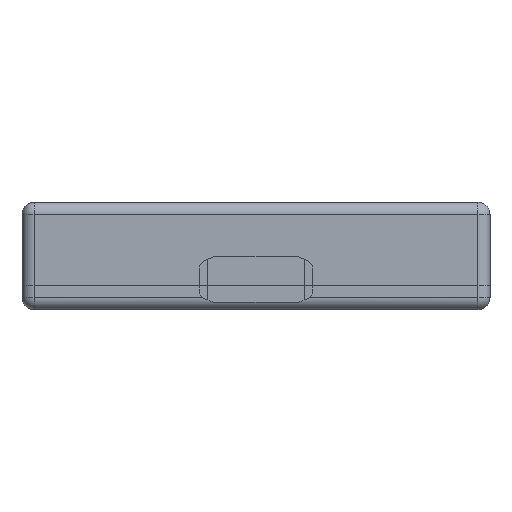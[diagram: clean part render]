
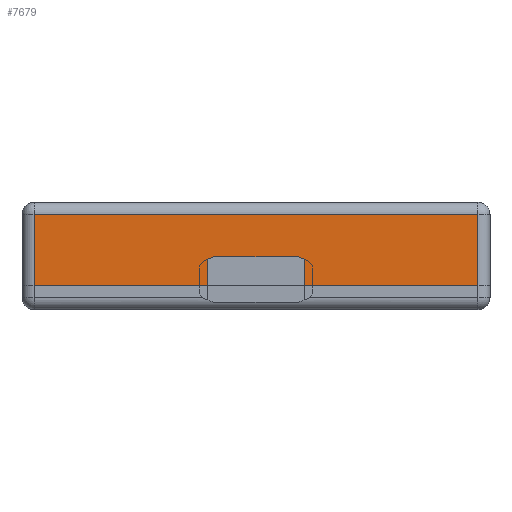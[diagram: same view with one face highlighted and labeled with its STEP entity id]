
A CAD part, front view. The second image highlights one B-rep face of the part: STEP entity #7679.
In plain terms, the highlighted planar face has unit normal (0, -1, 0).
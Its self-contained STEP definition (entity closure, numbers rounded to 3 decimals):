
#175=PLANE('',#8122);
#437=FACE_OUTER_BOUND('',#850,.T.);
#850=EDGE_LOOP('',(#5428,#5429,#5430,#5431,#5432,#5433,#5434,#5435,#5436,
#5437));
#1670=LINE('',#11119,#2514);
#1716=LINE('',#11220,#2560);
#1737=LINE('',#11270,#2581);
#1744=LINE('',#11287,#2588);
#1748=LINE('',#11295,#2592);
#1754=LINE('',#11306,#2598);
#1756=LINE('',#11309,#2600);
#1757=LINE('',#11312,#2601);
#1758=LINE('',#11314,#2602);
#1759=LINE('',#11315,#2603);
#2514=VECTOR('',#8838,10.);
#2560=VECTOR('',#8920,10.);
#2581=VECTOR('',#8953,10.);
#2588=VECTOR('',#8970,10.);
#2592=VECTOR('',#8980,10.);
#2598=VECTOR('',#8990,10.);
#2600=VECTOR('',#8994,10.);
#2601=VECTOR('',#8997,10.);
#2602=VECTOR('',#8998,10.);
#2603=VECTOR('',#8999,10.);
#3362=VERTEX_POINT('',#11116);
#3363=VERTEX_POINT('',#11118);
#3399=VERTEX_POINT('',#11217);
#3400=VERTEX_POINT('',#11219);
#3422=VERTEX_POINT('',#11267);
#3423=VERTEX_POINT('',#11269);
#3429=VERTEX_POINT('',#11294);
#3432=VERTEX_POINT('',#11304);
#3433=VERTEX_POINT('',#11311);
#3434=VERTEX_POINT('',#11313);
#4118=EDGE_CURVE('',#3362,#3363,#1670,.T.);
#4169=EDGE_CURVE('',#3400,#3399,#1716,.T.);
#4193=EDGE_CURVE('',#3423,#3422,#1737,.T.);
#4202=EDGE_CURVE('',#3422,#3400,#1744,.T.);
#4206=EDGE_CURVE('',#3362,#3429,#1748,.T.);
#4212=EDGE_CURVE('',#3429,#3432,#1754,.T.);
#4214=EDGE_CURVE('',#3432,#3423,#1756,.T.);
#4215=EDGE_CURVE('',#3433,#3399,#1757,.T.);
#4216=EDGE_CURVE('',#3434,#3433,#1758,.T.);
#4217=EDGE_CURVE('',#3363,#3434,#1759,.T.);
#5428=ORIENTED_EDGE('',*,*,#4212,.T.);
#5429=ORIENTED_EDGE('',*,*,#4214,.T.);
#5430=ORIENTED_EDGE('',*,*,#4193,.T.);
#5431=ORIENTED_EDGE('',*,*,#4202,.T.);
#5432=ORIENTED_EDGE('',*,*,#4169,.T.);
#5433=ORIENTED_EDGE('',*,*,#4215,.F.);
#5434=ORIENTED_EDGE('',*,*,#4216,.F.);
#5435=ORIENTED_EDGE('',*,*,#4217,.F.);
#5436=ORIENTED_EDGE('',*,*,#4118,.F.);
#5437=ORIENTED_EDGE('',*,*,#4206,.T.);
#7679=ADVANCED_FACE('',(#437),#175,.T.);
#8122=AXIS2_PLACEMENT_3D('',#11310,#8995,#8996);
#8838=DIRECTION('',(-1.,0.,0.));
#8920=DIRECTION('',(1.,0.,0.));
#8953=DIRECTION('',(0.927,0.,-0.375));
#8970=DIRECTION('',(0.,0.,-1.));
#8980=DIRECTION('',(0.,0.,1.));
#8990=DIRECTION('',(0.927,0.,0.375));
#8994=DIRECTION('',(1.,0.,0.));
#8995=DIRECTION('center_axis',(0.,-1.,0.));
#8996=DIRECTION('ref_axis',(1.,0.,0.));
#8997=DIRECTION('',(0.,0.,-1.));
#8998=DIRECTION('',(1.,0.,0.));
#8999=DIRECTION('',(0.,0.,1.));
#11116=CARTESIAN_POINT('',(48.379,-232.584,-19.2));
#11118=CARTESIAN_POINT('',(5.079,-232.584,-19.2));
#11119=CARTESIAN_POINT('',(2.079,-232.584,-19.2));
#11217=CARTESIAN_POINT('',(115.879,-232.584,-19.2));
#11219=CARTESIAN_POINT('',(72.579,-232.584,-19.2));
#11220=CARTESIAN_POINT('',(5.079,-232.584,-19.2));
#11267=CARTESIAN_POINT('',(72.579,-232.584,-12.646));
#11269=CARTESIAN_POINT('',(70.979,-232.584,-12.));
#11270=CARTESIAN_POINT('',(39.28,-232.584,0.807));
#11287=CARTESIAN_POINT('',(72.579,-232.584,-12.));
#11294=CARTESIAN_POINT('',(48.379,-232.584,-12.646));
#11295=CARTESIAN_POINT('',(48.379,-232.584,-23.4));
#11304=CARTESIAN_POINT('',(49.979,-232.584,-12.));
#11306=CARTESIAN_POINT('',(29.674,-232.584,-20.204));
#11309=CARTESIAN_POINT('',(26.029,-232.584,-12.));
#11310=CARTESIAN_POINT('Origin',(2.079,-232.584,0.));
#11311=CARTESIAN_POINT('',(115.879,-232.584,-1.4));
#11312=CARTESIAN_POINT('',(115.879,-232.584,0.));
#11313=CARTESIAN_POINT('',(5.079,-232.584,-1.4));
#11314=CARTESIAN_POINT('',(31.279,-232.584,-1.4));
#11315=CARTESIAN_POINT('',(5.079,-232.584,0.));
